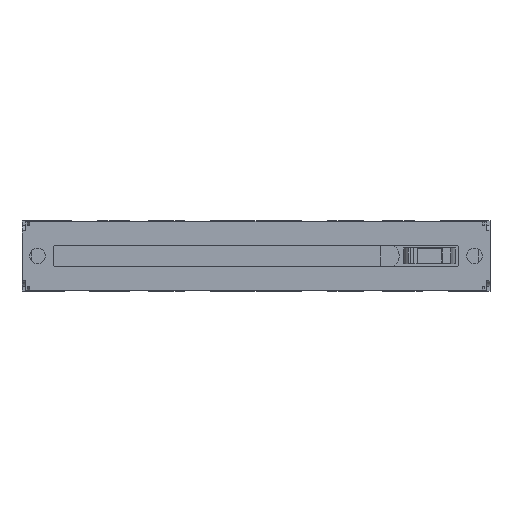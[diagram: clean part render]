
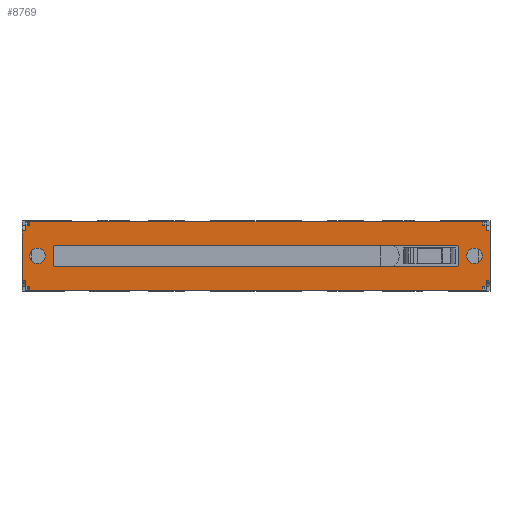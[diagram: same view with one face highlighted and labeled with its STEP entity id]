
A CAD part, top view. The second image highlights one B-rep face of the part: STEP entity #8769.
In plain terms, the highlighted planar face has unit normal (0, 0, 1).
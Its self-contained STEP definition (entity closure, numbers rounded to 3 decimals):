
#240=DIRECTION('',(-1.,0.,0.));
#241=VECTOR('',#240,58.);
#242=CARTESIAN_POINT('',(21.25,-4.4,3.05));
#243=LINE('',#242,#241);
#244=DIRECTION('',(0.,-1.,0.));
#245=VECTOR('',#244,6.4);
#246=CARTESIAN_POINT('',(-37.75,3.2,3.05));
#247=LINE('',#246,#245);
#248=DIRECTION('',(1.,0.,0.));
#249=VECTOR('',#248,58.);
#250=CARTESIAN_POINT('',(-36.75,4.4,3.05));
#251=LINE('',#250,#249);
#252=DIRECTION('',(0.,1.,0.));
#253=VECTOR('',#252,6.4);
#254=CARTESIAN_POINT('',(22.25,-3.2,3.05));
#255=LINE('',#254,#253);
#256=CARTESIAN_POINT('',(-35.75,0.,3.05));
#257=DIRECTION('',(0.,0.,-1.));
#258=DIRECTION('',(1.,0.,0.));
#259=AXIS2_PLACEMENT_3D('',#256,#257,#258);
#261=CARTESIAN_POINT('',(-35.75,0.,3.05));
#262=DIRECTION('',(0.,0.,-1.));
#263=DIRECTION('',(-1.,0.,0.));
#264=AXIS2_PLACEMENT_3D('',#261,#262,#263);
#266=CARTESIAN_POINT('',(20.25,0.,3.05));
#267=DIRECTION('',(0.,0.,-1.));
#268=DIRECTION('',(1.,0.,0.));
#269=AXIS2_PLACEMENT_3D('',#266,#267,#268);
#271=CARTESIAN_POINT('',(20.25,0.,3.05));
#272=DIRECTION('',(0.,0.,-1.));
#273=DIRECTION('',(-1.,0.,0.));
#274=AXIS2_PLACEMENT_3D('',#271,#272,#273);
#276=CARTESIAN_POINT('',(-33.35,1.,3.05));
#277=DIRECTION('',(0.,0.,-1.));
#278=DIRECTION('',(-1.,0.,0.));
#279=AXIS2_PLACEMENT_3D('',#276,#277,#278);
#281=CARTESIAN_POINT('',(-33.35,-1.,3.05));
#282=DIRECTION('',(0.,0.,-1.));
#283=DIRECTION('',(0.,-1.,0.));
#284=AXIS2_PLACEMENT_3D('',#281,#282,#283);
#286=CARTESIAN_POINT('',(17.85,-1.,3.05));
#287=DIRECTION('',(0.,0.,-1.));
#288=DIRECTION('',(1.,0.,0.));
#289=AXIS2_PLACEMENT_3D('',#286,#287,#288);
#291=CARTESIAN_POINT('',(17.85,1.,3.05));
#292=DIRECTION('',(0.,0.,-1.));
#293=DIRECTION('',(0.,1.,0.));
#294=AXIS2_PLACEMENT_3D('',#291,#292,#293);
#520=DIRECTION('',(-1.,0.,0.));
#521=VECTOR('',#520,51.2);
#522=CARTESIAN_POINT('',(17.85,-1.4,3.05));
#523=LINE('',#522,#521);
#536=DIRECTION('',(0.,-1.,0.));
#537=VECTOR('',#536,2.);
#538=CARTESIAN_POINT('',(-33.75,1.,3.05));
#539=LINE('',#538,#537);
#548=DIRECTION('',(1.,0.,0.));
#549=VECTOR('',#548,51.2);
#550=CARTESIAN_POINT('',(-33.35,1.4,3.05));
#551=LINE('',#550,#549);
#564=DIRECTION('',(0.,1.,0.));
#565=VECTOR('',#564,2.);
#566=CARTESIAN_POINT('',(18.25,-1.,3.05));
#567=LINE('',#566,#565);
#882=DIRECTION('',(0.,1.,0.));
#883=VECTOR('',#882,0.5);
#884=CARTESIAN_POINT('',(-36.75,-4.4,3.05));
#885=LINE('',#884,#883);
#894=DIRECTION('',(-1.,0.,0.));
#895=VECTOR('',#894,0.5);
#896=CARTESIAN_POINT('',(-36.75,-3.9,3.05));
#897=LINE('',#896,#895);
#916=DIRECTION('',(0.,1.,0.));
#917=VECTOR('',#916,0.7);
#918=CARTESIAN_POINT('',(-37.25,-3.9,3.05));
#919=LINE('',#918,#917);
#924=DIRECTION('',(-1.,0.,0.));
#925=VECTOR('',#924,0.5);
#926=CARTESIAN_POINT('',(-37.25,-3.2,3.05));
#927=LINE('',#926,#925);
#966=DIRECTION('',(1.,0.,0.));
#967=VECTOR('',#966,0.5);
#968=CARTESIAN_POINT('',(-37.75,3.2,3.05));
#969=LINE('',#968,#967);
#1088=DIRECTION('',(0.,1.,0.));
#1089=VECTOR('',#1088,0.7);
#1090=CARTESIAN_POINT('',(-37.25,3.2,3.05));
#1091=LINE('',#1090,#1089);
#1110=DIRECTION('',(1.,0.,0.));
#1111=VECTOR('',#1110,0.5);
#1112=CARTESIAN_POINT('',(-37.25,3.9,3.05));
#1113=LINE('',#1112,#1111);
#1122=DIRECTION('',(0.,1.,0.));
#1123=VECTOR('',#1122,0.5);
#1124=CARTESIAN_POINT('',(-36.75,3.9,3.05));
#1125=LINE('',#1124,#1123);
#3389=DIRECTION('',(0.,-1.,0.));
#3390=VECTOR('',#3389,0.5);
#3391=CARTESIAN_POINT('',(21.25,4.4,3.05));
#3392=LINE('',#3391,#3390);
#3401=DIRECTION('',(1.,0.,0.));
#3402=VECTOR('',#3401,0.5);
#3403=CARTESIAN_POINT('',(21.25,3.9,3.05));
#3404=LINE('',#3403,#3402);
#3423=DIRECTION('',(0.,-1.,0.));
#3424=VECTOR('',#3423,0.7);
#3425=CARTESIAN_POINT('',(21.75,3.9,3.05));
#3426=LINE('',#3425,#3424);
#3431=DIRECTION('',(1.,0.,0.));
#3432=VECTOR('',#3431,0.5);
#3433=CARTESIAN_POINT('',(21.75,3.2,3.05));
#3434=LINE('',#3433,#3432);
#3477=DIRECTION('',(-1.,0.,0.));
#3478=VECTOR('',#3477,0.5);
#3479=CARTESIAN_POINT('',(22.25,-3.2,3.05));
#3480=LINE('',#3479,#3478);
#3595=DIRECTION('',(0.,-1.,0.));
#3596=VECTOR('',#3595,0.7);
#3597=CARTESIAN_POINT('',(21.75,-3.2,3.05));
#3598=LINE('',#3597,#3596);
#3617=DIRECTION('',(-1.,0.,0.));
#3618=VECTOR('',#3617,0.5);
#3619=CARTESIAN_POINT('',(21.75,-3.9,3.05));
#3620=LINE('',#3619,#3618);
#3629=DIRECTION('',(0.,-1.,0.));
#3630=VECTOR('',#3629,0.5);
#3631=CARTESIAN_POINT('',(21.25,-3.9,3.05));
#3632=LINE('',#3631,#3630);
#6655=CARTESIAN_POINT('',(21.25,4.4,3.05));
#6657=VERTEX_POINT('',#6655);
#6746=CARTESIAN_POINT('',(21.25,-4.4,3.05));
#6747=VERTEX_POINT('',#6746);
#6770=CARTESIAN_POINT('',(21.75,3.9,3.05));
#6772=VERTEX_POINT('',#6770);
#6774=CARTESIAN_POINT('',(21.25,3.9,3.05));
#6775=VERTEX_POINT('',#6774);
#6786=CARTESIAN_POINT('',(22.25,3.2,3.05));
#6787=VERTEX_POINT('',#6786);
#6788=CARTESIAN_POINT('',(22.25,-3.2,3.05));
#6789=VERTEX_POINT('',#6788);
#6812=CARTESIAN_POINT('',(21.75,3.2,3.05));
#6813=VERTEX_POINT('',#6812);
#6824=CARTESIAN_POINT('',(21.75,-3.9,3.05));
#6825=VERTEX_POINT('',#6824);
#6826=CARTESIAN_POINT('',(21.25,-3.9,3.05));
#6827=VERTEX_POINT('',#6826);
#6838=CARTESIAN_POINT('',(21.75,-3.2,3.05));
#6839=VERTEX_POINT('',#6838);
#6854=CARTESIAN_POINT('',(17.85,1.4,3.05));
#6855=CARTESIAN_POINT('',(18.25,1.,3.05));
#6856=VERTEX_POINT('',#6854);
#6857=VERTEX_POINT('',#6855);
#6858=CARTESIAN_POINT('',(18.25,-1.,3.05));
#6859=VERTEX_POINT('',#6858);
#6860=CARTESIAN_POINT('',(17.85,-1.4,3.05));
#6861=VERTEX_POINT('',#6860);
#7228=CARTESIAN_POINT('',(19.25,0.,3.05));
#7230=VERTEX_POINT('',#7228);
#7232=CARTESIAN_POINT('',(21.25,0.,3.05));
#7234=VERTEX_POINT('',#7232);
#7512=CARTESIAN_POINT('',(-36.75,4.4,3.05));
#7513=VERTEX_POINT('',#7512);
#7574=CARTESIAN_POINT('',(-36.75,-4.4,3.05));
#7576=VERTEX_POINT('',#7574);
#7620=CARTESIAN_POINT('',(-36.75,3.9,3.05));
#7621=VERTEX_POINT('',#7620);
#7624=CARTESIAN_POINT('',(-37.25,3.9,3.05));
#7625=VERTEX_POINT('',#7624);
#7626=CARTESIAN_POINT('',(-37.25,3.2,3.05));
#7627=VERTEX_POINT('',#7626);
#7628=CARTESIAN_POINT('',(-37.75,3.2,3.05));
#7629=VERTEX_POINT('',#7628);
#7650=CARTESIAN_POINT('',(-37.75,-3.2,3.05));
#7651=VERTEX_POINT('',#7650);
#7652=CARTESIAN_POINT('',(-37.25,-3.9,3.05));
#7654=VERTEX_POINT('',#7652);
#7656=CARTESIAN_POINT('',(-36.75,-3.9,3.05));
#7657=VERTEX_POINT('',#7656);
#7660=CARTESIAN_POINT('',(-37.25,-3.2,3.05));
#7661=VERTEX_POINT('',#7660);
#7668=CARTESIAN_POINT('',(-33.75,1.,3.05));
#7669=CARTESIAN_POINT('',(-33.35,1.4,3.05));
#7670=VERTEX_POINT('',#7668);
#7671=VERTEX_POINT('',#7669);
#7672=CARTESIAN_POINT('',(-33.35,-1.4,3.05));
#7673=CARTESIAN_POINT('',(-33.75,-1.,3.05));
#7674=VERTEX_POINT('',#7672);
#7675=VERTEX_POINT('',#7673);
#8226=CARTESIAN_POINT('',(-36.75,0.,3.05));
#8228=VERTEX_POINT('',#8226);
#8230=CARTESIAN_POINT('',(-34.75,0.,3.05));
#8232=VERTEX_POINT('',#8230);
#8693=CARTESIAN_POINT('',(0.,0.,3.05));
#8694=DIRECTION('',(0.,0.,1.));
#8695=DIRECTION('',(1.,0.,0.));
#8696=AXIS2_PLACEMENT_3D('',#8693,#8694,#8695);
#8697=PLANE('',#8696);
#8699=ORIENTED_EDGE('',*,*,#8698,.T.);
#8701=ORIENTED_EDGE('',*,*,#8700,.T.);
#8703=ORIENTED_EDGE('',*,*,#8702,.T.);
#8705=ORIENTED_EDGE('',*,*,#8704,.T.);
#8707=ORIENTED_EDGE('',*,*,#8706,.T.);
#8709=ORIENTED_EDGE('',*,*,#8708,.F.);
#8711=ORIENTED_EDGE('',*,*,#8710,.T.);
#8713=ORIENTED_EDGE('',*,*,#8712,.T.);
#8715=ORIENTED_EDGE('',*,*,#8714,.T.);
#8717=ORIENTED_EDGE('',*,*,#8716,.T.);
#8718=ORIENTED_EDGE('',*,*,#8575,.T.);
#8720=ORIENTED_EDGE('',*,*,#8719,.T.);
#8722=ORIENTED_EDGE('',*,*,#8721,.T.);
#8724=ORIENTED_EDGE('',*,*,#8723,.T.);
#8726=ORIENTED_EDGE('',*,*,#8725,.T.);
#8728=ORIENTED_EDGE('',*,*,#8727,.F.);
#8730=ORIENTED_EDGE('',*,*,#8729,.T.);
#8732=ORIENTED_EDGE('',*,*,#8731,.T.);
#8734=ORIENTED_EDGE('',*,*,#8733,.T.);
#8736=ORIENTED_EDGE('',*,*,#8735,.T.);
#8737=EDGE_LOOP('',(#8699,#8701,#8703,#8705,#8707,#8709,#8711,#8713,#8715,#8717,
#8718,#8720,#8722,#8724,#8726,#8728,#8730,#8732,#8734,#8736));
#8738=FACE_OUTER_BOUND('',#8737,.F.);
#8740=ORIENTED_EDGE('',*,*,#8739,.F.);
#8742=ORIENTED_EDGE('',*,*,#8741,.F.);
#8743=EDGE_LOOP('',(#8740,#8742));
#8744=FACE_BOUND('',#8743,.F.);
#8746=ORIENTED_EDGE('',*,*,#8745,.F.);
#8748=ORIENTED_EDGE('',*,*,#8747,.F.);
#8749=EDGE_LOOP('',(#8746,#8748));
#8750=FACE_BOUND('',#8749,.F.);
#8752=ORIENTED_EDGE('',*,*,#8751,.F.);
#8754=ORIENTED_EDGE('',*,*,#8753,.F.);
#8756=ORIENTED_EDGE('',*,*,#8755,.T.);
#8758=ORIENTED_EDGE('',*,*,#8757,.F.);
#8760=ORIENTED_EDGE('',*,*,#8759,.F.);
#8762=ORIENTED_EDGE('',*,*,#8761,.F.);
#8764=ORIENTED_EDGE('',*,*,#8763,.T.);
#8766=ORIENTED_EDGE('',*,*,#8765,.F.);
#8767=EDGE_LOOP('',(#8752,#8754,#8756,#8758,#8760,#8762,#8764,#8766));
#8768=FACE_BOUND('',#8767,.F.);
#8769=ADVANCED_FACE('',(#8738,#8744,#8750,#8768),#8697,.T.);
#260=CIRCLE('',#259,1.);
#265=CIRCLE('',#264,1.);
#270=CIRCLE('',#269,1.);
#275=CIRCLE('',#274,1.);
#280=CIRCLE('',#279,0.4);
#285=CIRCLE('',#284,0.4);
#290=CIRCLE('',#289,0.4);
#295=CIRCLE('',#294,0.4);
#8575=EDGE_CURVE('',#7513,#6657,#251,.T.);
#8698=EDGE_CURVE('',#6747,#7576,#243,.T.);
#8700=EDGE_CURVE('',#7576,#7657,#885,.T.);
#8702=EDGE_CURVE('',#7657,#7654,#897,.T.);
#8704=EDGE_CURVE('',#7654,#7661,#919,.T.);
#8706=EDGE_CURVE('',#7661,#7651,#927,.T.);
#8708=EDGE_CURVE('',#7629,#7651,#247,.T.);
#8710=EDGE_CURVE('',#7629,#7627,#969,.T.);
#8712=EDGE_CURVE('',#7627,#7625,#1091,.T.);
#8714=EDGE_CURVE('',#7625,#7621,#1113,.T.);
#8716=EDGE_CURVE('',#7621,#7513,#1125,.T.);
#8719=EDGE_CURVE('',#6657,#6775,#3392,.T.);
#8721=EDGE_CURVE('',#6775,#6772,#3404,.T.);
#8723=EDGE_CURVE('',#6772,#6813,#3426,.T.);
#8725=EDGE_CURVE('',#6813,#6787,#3434,.T.);
#8727=EDGE_CURVE('',#6789,#6787,#255,.T.);
#8729=EDGE_CURVE('',#6789,#6839,#3480,.T.);
#8731=EDGE_CURVE('',#6839,#6825,#3598,.T.);
#8733=EDGE_CURVE('',#6825,#6827,#3620,.T.);
#8735=EDGE_CURVE('',#6827,#6747,#3632,.T.);
#8739=EDGE_CURVE('',#8232,#8228,#260,.T.);
#8741=EDGE_CURVE('',#8228,#8232,#265,.T.);
#8745=EDGE_CURVE('',#7234,#7230,#270,.T.);
#8747=EDGE_CURVE('',#7230,#7234,#275,.T.);
#8751=EDGE_CURVE('',#7671,#6856,#551,.T.);
#8753=EDGE_CURVE('',#7670,#7671,#280,.T.);
#8755=EDGE_CURVE('',#7670,#7675,#539,.T.);
#8757=EDGE_CURVE('',#7674,#7675,#285,.T.);
#8759=EDGE_CURVE('',#6861,#7674,#523,.T.);
#8761=EDGE_CURVE('',#6859,#6861,#290,.T.);
#8763=EDGE_CURVE('',#6859,#6857,#567,.T.);
#8765=EDGE_CURVE('',#6856,#6857,#295,.T.);
